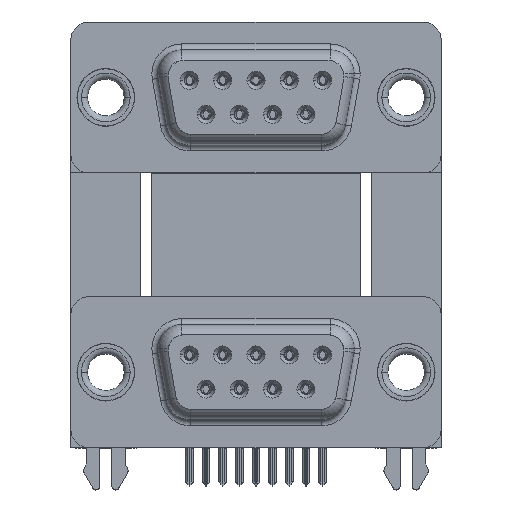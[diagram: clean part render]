
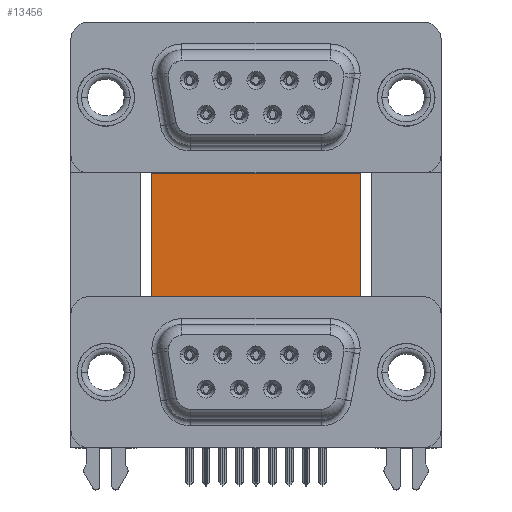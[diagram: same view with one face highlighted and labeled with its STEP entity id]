
A CAD part, top view. The second image highlights one B-rep face of the part: STEP entity #13456.
In plain terms, the highlighted planar face has unit normal (0, 0, 1).
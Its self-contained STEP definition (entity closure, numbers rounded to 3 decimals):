
#187 = EDGE_CURVE ( 'NONE', #19094, #14391, #29457, .T. ) ;
#479 = CARTESIAN_POINT ( 'NONE',  ( 3.79, 16.585, -12. ) ) ;
#2361 = VECTOR ( 'NONE', #6777, 1000. ) ;
#2578 = CARTESIAN_POINT ( 'NONE',  ( 3.79, 16.585, -12. ) ) ;
#2621 = EDGE_CURVE ( 'NONE', #14391, #24704, #5551, .T. ) ;
#2816 = VERTEX_POINT ( 'NONE', #40957 ) ;
#3893 = VECTOR ( 'NONE', #37040, 1000. ) ;
#4192 = DIRECTION ( 'NONE',  ( 1., 0., 0. ) ) ;
#4249 = ORIENTED_EDGE ( 'NONE', *, *, #28124, .T. ) ;
#4606 = VERTEX_POINT ( 'NONE', #2578 ) ;
#4746 = EDGE_CURVE ( 'NONE', #29689, #2816, #7059, .T. ) ;
#5054 = LINE ( 'NONE', #24951, #37205 ) ;
#5461 = CARTESIAN_POINT ( 'NONE',  ( 3.79, -0.735, -12. ) ) ;
#5551 = LINE ( 'NONE', #21613, #32112 ) ;
#5634 = CARTESIAN_POINT ( 'NONE',  ( 22.09, -3.735, -12. ) ) ;
#6479 = VECTOR ( 'NONE', #27338, 1000. ) ;
#6668 = LINE ( 'NONE', #479, #39494 ) ;
#6777 = DIRECTION ( 'NONE',  ( 0., -1., 0. ) ) ;
#7059 = LINE ( 'NONE', #22699, #29557 ) ;
#7293 = DIRECTION ( 'NONE',  ( 0., -1., 0. ) ) ;
#7629 = VECTOR ( 'NONE', #4192, 1000. ) ;
#9132 = EDGE_CURVE ( 'NONE', #33187, #21615, #35888, .T. ) ;
#9979 = CARTESIAN_POINT ( 'NONE',  ( 2.9, -3.735, -12. ) ) ;
#11215 = CARTESIAN_POINT ( 'NONE',  ( 22.09, -4.635, -12. ) ) ;
#11221 = CARTESIAN_POINT ( 'NONE',  ( 2.9, -3.735, -12. ) ) ;
#12084 = EDGE_CURVE ( 'NONE', #4606, #31749, #14551, .T. ) ;
#13456 = ADVANCED_FACE ( 'NONE', ( #30569 ), #14295, .F. ) ;
#14044 = CARTESIAN_POINT ( 'NONE',  ( 2.9, -4.635, -12. ) ) ;
#14295 = PLANE ( 'NONE',  #25137 ) ;
#14391 = VERTEX_POINT ( 'NONE', #11221 ) ;
#14551 = LINE ( 'NONE', #31229, #3893 ) ;
#15397 = CARTESIAN_POINT ( 'NONE',  ( 2.4, -4.635, -12. ) ) ;
#16165 = ORIENTED_EDGE ( 'NONE', *, *, #34785, .T. ) ;
#16414 = CARTESIAN_POINT ( 'NONE',  ( 2.4, -4.635, -12. ) ) ;
#18308 = ORIENTED_EDGE ( 'NONE', *, *, #2621, .T. ) ;
#18399 = DIRECTION ( 'NONE',  ( 1., 0., 0. ) ) ;
#19094 = VERTEX_POINT ( 'NONE', #14044 ) ;
#20123 = DIRECTION ( 'NONE',  ( 1., 0., 0. ) ) ;
#20739 = CARTESIAN_POINT ( 'NONE',  ( 21.2, 16.585, -12. ) ) ;
#21313 = ORIENTED_EDGE ( 'NONE', *, *, #24176, .F. ) ;
#21613 = CARTESIAN_POINT ( 'NONE',  ( 3.79, -3.735, -12. ) ) ;
#21615 = VERTEX_POINT ( 'NONE', #15397 ) ;
#22699 = CARTESIAN_POINT ( 'NONE',  ( 22.09, -4.635, -12. ) ) ;
#23295 = VERTEX_POINT ( 'NONE', #37780 ) ;
#23682 = ORIENTED_EDGE ( 'NONE', *, *, #42060, .T. ) ;
#24085 = ORIENTED_EDGE ( 'NONE', *, *, #9132, .T. ) ;
#24176 = EDGE_CURVE ( 'NONE', #31749, #23295, #29498, .T. ) ;
#24357 = EDGE_CURVE ( 'NONE', #2816, #23295, #5054, .T. ) ;
#24704 = VERTEX_POINT ( 'NONE', #5634 ) ;
#24951 = CARTESIAN_POINT ( 'NONE',  ( 22.59, -4.635, -12. ) ) ;
#25137 = AXIS2_PLACEMENT_3D ( 'NONE', #40606, #33987, #40393 ) ;
#25831 = VECTOR ( 'NONE', #36301, 1000. ) ;
#25835 = CARTESIAN_POINT ( 'NONE',  ( 22.09, -3.735, -12. ) ) ;
#26056 = ORIENTED_EDGE ( 'NONE', *, *, #24357, .T. ) ;
#27338 = DIRECTION ( 'NONE',  ( 0., -1., 0. ) ) ;
#28124 = EDGE_CURVE ( 'NONE', #24704, #29689, #39514, .T. ) ;
#28705 = ORIENTED_EDGE ( 'NONE', *, *, #12084, .F. ) ;
#29457 = LINE ( 'NONE', #9979, #25831 ) ;
#29467 = CARTESIAN_POINT ( 'NONE',  ( 2.9, -4.635, -12. ) ) ;
#29498 = LINE ( 'NONE', #40578, #6479 ) ;
#29557 = VECTOR ( 'NONE', #20123, 1000. ) ;
#29689 = VERTEX_POINT ( 'NONE', #11215 ) ;
#30569 = FACE_OUTER_BOUND ( 'NONE', #35388, .T. ) ;
#31229 = CARTESIAN_POINT ( 'NONE',  ( 3.79, 16.585, -12. ) ) ;
#31749 = VERTEX_POINT ( 'NONE', #20739 ) ;
#32112 = VECTOR ( 'NONE', #18399, 1000. ) ;
#33187 = VERTEX_POINT ( 'NONE', #5461 ) ;
#33987 = DIRECTION ( 'NONE',  ( 0., 0., -1. ) ) ;
#34574 = DIRECTION ( 'NONE',  ( -0.336, 0.942, 0. ) ) ;
#34785 = EDGE_CURVE ( 'NONE', #4606, #33187, #6668, .T. ) ;
#35388 = EDGE_LOOP ( 'NONE', ( #18308, #4249, #37825, #26056, #21313, #28705, #16165, #24085, #23682, #38067 ) ) ;
#35888 = LINE ( 'NONE', #16414, #37598 ) ;
#36301 = DIRECTION ( 'NONE',  ( 0., 1., 0. ) ) ;
#36927 = LINE ( 'NONE', #29467, #7629 ) ;
#37040 = DIRECTION ( 'NONE',  ( 1., 0., 0. ) ) ;
#37205 = VECTOR ( 'NONE', #34574, 1000. ) ;
#37598 = VECTOR ( 'NONE', #41413, 1000. ) ;
#37780 = CARTESIAN_POINT ( 'NONE',  ( 21.2, -0.735, -12. ) ) ;
#37825 = ORIENTED_EDGE ( 'NONE', *, *, #4746, .T. ) ;
#38067 = ORIENTED_EDGE ( 'NONE', *, *, #187, .T. ) ;
#39494 = VECTOR ( 'NONE', #7293, 1000. ) ;
#39514 = LINE ( 'NONE', #25835, #2361 ) ;
#40393 = DIRECTION ( 'NONE',  ( -1., 0., 0. ) ) ;
#40578 = CARTESIAN_POINT ( 'NONE',  ( 21.2, 16.585, -12. ) ) ;
#40606 = CARTESIAN_POINT ( 'NONE',  ( 3.79, 16.585, -12. ) ) ;
#40957 = CARTESIAN_POINT ( 'NONE',  ( 22.59, -4.635, -12. ) ) ;
#41413 = DIRECTION ( 'NONE',  ( -0.336, -0.942, 0. ) ) ;
#42060 = EDGE_CURVE ( 'NONE', #21615, #19094, #36927, .T. ) ;
